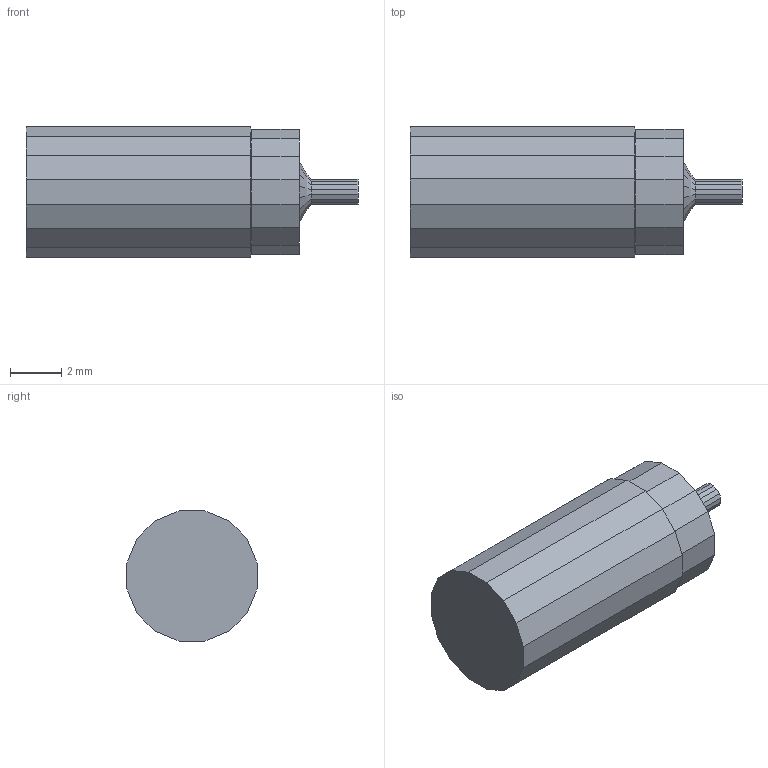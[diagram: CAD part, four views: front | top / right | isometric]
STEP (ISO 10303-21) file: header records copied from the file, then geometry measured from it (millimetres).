
FILE_DESCRIPTION(/* description */ (''),/* implementation_level */ '2;1');
FILE_NAME(/* name */ 'IO_flow_0.6.step',/* time_stamp */ '2023-05-20T20:19:03+08:00',/* author */ (''),/* organization */ (''),/* preprocessor_version */ 'ST-DEVELOPER v15.2',/* originating_system */ 'Autodesk Translator Framework v2.0.0.5431',/* authorisation */ '');
FILE_SCHEMA (('AUTOMOTIVE_DESIGN { 1 0 10303 214 3 1 1 }'));
Length unit declared in the file: centimetre
Products named in the file (1): (未保存)
Bounding box: 13 x 5.1 x 5.1 mm (x, y, z)
Volume: 220.9 mm3; surface area: 220.1 mm2
Topology: 1 solids, 1 shells, 101 faces, 256 edges, 160 vertices
Faces by surface type: plane 101
Entity records: 2953 total; most frequent: CARTESIAN_POINT 518, ORIENTED_EDGE 512, DIRECTION 460, LINE 256, VECTOR 256, EDGE_CURVE 256, VERTEX_POINT 160, EDGE_LOOP 104
